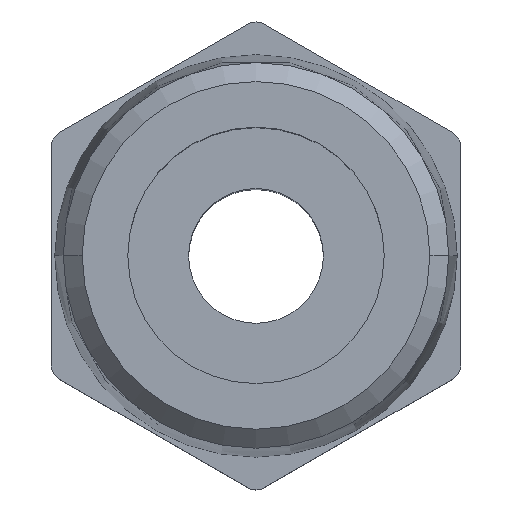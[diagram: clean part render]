
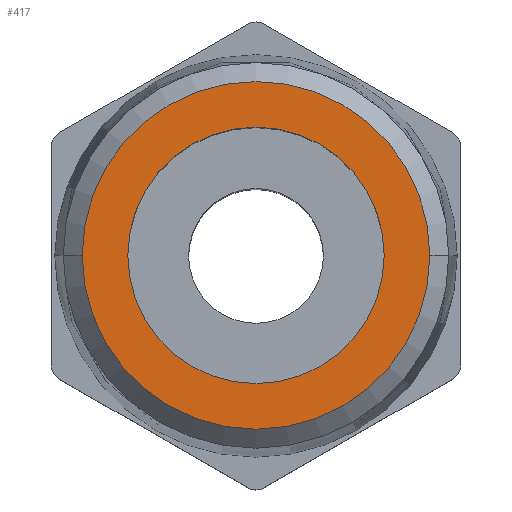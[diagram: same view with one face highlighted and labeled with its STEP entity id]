
A CAD part, top view. The second image highlights one B-rep face of the part: STEP entity #417.
In plain terms, the highlighted planar face has unit normal (0, 0, 1).
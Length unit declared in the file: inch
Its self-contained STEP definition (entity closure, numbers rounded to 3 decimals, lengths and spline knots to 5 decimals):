
#9 = DIRECTION ( 'NONE',  ( 0., 0., 1. ) ) ;
#13 = ORIENTED_EDGE ( 'NONE', *, *, #619, .F. ) ;
#106 = CARTESIAN_POINT ( 'NONE',  ( 0.29149, 0., 0.596 ) ) ;
#124 = DIRECTION ( 'NONE',  ( 0., 0., 1. ) ) ;
#128 = DIRECTION ( 'NONE',  ( 0., 0., 1. ) ) ;
#129 = ORIENTED_EDGE ( 'NONE', *, *, #587, .F. ) ;
#153 = VERTEX_POINT ( 'NONE', #106 ) ;
#183 = VERTEX_POINT ( 'NONE', #929 ) ;
#222 = DIRECTION ( 'NONE',  ( 0., 0., 1. ) ) ;
#278 = EDGE_LOOP ( 'NONE', ( #13, #129 ) ) ;
#310 = ORIENTED_EDGE ( 'NONE', *, *, #415, .T. ) ;
#333 = ORIENTED_EDGE ( 'NONE', *, *, #647, .T. ) ;
#373 = CIRCLE ( 'NONE', #731, 0.215 ) ;
#415 = EDGE_CURVE ( 'NONE', #183, #153, #1050, .T. ) ;
#417 = ADVANCED_FACE ( 'NONE', ( #1088, #816 ), #895, .T. ) ;
#439 = CARTESIAN_POINT ( 'NONE',  ( 0., 0., 0.596 ) ) ;
#474 = CARTESIAN_POINT ( 'NONE',  ( 0.215, 0., 0.596 ) ) ;
#532 = DIRECTION ( 'NONE',  ( 1., 0., 0. ) ) ;
#573 = AXIS2_PLACEMENT_3D ( 'NONE', #976, #9, #620 ) ;
#579 = VERTEX_POINT ( 'NONE', #1014 ) ;
#587 = EDGE_CURVE ( 'NONE', #579, #599, #850, .T. ) ;
#599 = VERTEX_POINT ( 'NONE', #474 ) ;
#603 = AXIS2_PLACEMENT_3D ( 'NONE', #750, #222, #846 ) ;
#619 = EDGE_CURVE ( 'NONE', #599, #579, #373, .T. ) ;
#620 = DIRECTION ( 'NONE',  ( 1., 0., 0. ) ) ;
#639 = EDGE_LOOP ( 'NONE', ( #310, #333 ) ) ;
#647 = EDGE_CURVE ( 'NONE', #153, #183, #1008, .T. ) ;
#654 = CARTESIAN_POINT ( 'NONE',  ( 0., 0., 0.596 ) ) ;
#656 = CARTESIAN_POINT ( 'NONE',  ( 0., 0., 0.596 ) ) ;
#731 = AXIS2_PLACEMENT_3D ( 'NONE', #656, #128, #748 ) ;
#744 = DIRECTION ( 'NONE',  ( 1., 0., 0. ) ) ;
#748 = DIRECTION ( 'NONE',  ( 1., 0., 0. ) ) ;
#750 = CARTESIAN_POINT ( 'NONE',  ( 0., 0., 0.596 ) ) ;
#754 = AXIS2_PLACEMENT_3D ( 'NONE', #439, #1077, #532 ) ;
#816 = FACE_OUTER_BOUND ( 'NONE', #639, .T. ) ;
#844 = AXIS2_PLACEMENT_3D ( 'NONE', #654, #124, #744 ) ;
#846 = DIRECTION ( 'NONE',  ( 1., 0., 0. ) ) ;
#850 = CIRCLE ( 'NONE', #844, 0.215 ) ;
#895 = PLANE ( 'NONE',  #573 ) ;
#929 = CARTESIAN_POINT ( 'NONE',  ( -0.29149, 0., 0.596 ) ) ;
#976 = CARTESIAN_POINT ( 'NONE',  ( 0., 0., 0.596 ) ) ;
#1008 = CIRCLE ( 'NONE', #603, 0.29149 ) ;
#1014 = CARTESIAN_POINT ( 'NONE',  ( -0.215, 0., 0.596 ) ) ;
#1050 = CIRCLE ( 'NONE', #754, 0.29149 ) ;
#1077 = DIRECTION ( 'NONE',  ( 0., 0., 1. ) ) ;
#1088 = FACE_BOUND ( 'NONE', #278, .T. ) ;
